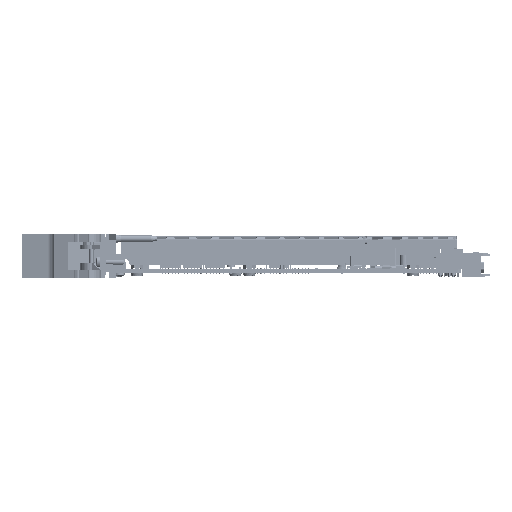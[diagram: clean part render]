
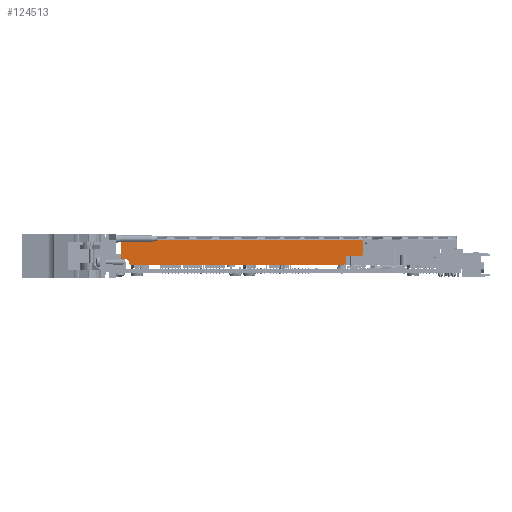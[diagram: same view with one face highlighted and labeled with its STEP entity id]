
A CAD part, front view. The second image highlights one B-rep face of the part: STEP entity #124513.
In plain terms, the highlighted planar face has unit normal (0, -1, 0).
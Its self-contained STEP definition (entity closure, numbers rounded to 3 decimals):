
#72217 = VERTEX_POINT ( 'NONE', #225210 ) ;
#72220 = VERTEX_POINT ( 'NONE', #225213 ) ;
#84522 = VERTEX_POINT ( 'NONE', #224881 ) ;
#84526 = VERTEX_POINT ( 'NONE', #224884 ) ;
#84533 = VERTEX_POINT ( 'NONE', #224886 ) ;
#84543 = VERTEX_POINT ( 'NONE', #224878 ) ;
#84561 = VERTEX_POINT ( 'NONE', #224910 ) ;
#84562 = VERTEX_POINT ( 'NONE', #224912 ) ;
#84564 = VERTEX_POINT ( 'NONE', #224915 ) ;
#84567 = VERTEX_POINT ( 'NONE', #224918 ) ;
#84573 = VERTEX_POINT ( 'NONE', #224924 ) ;
#84579 = VERTEX_POINT ( 'NONE', #224929 ) ;
#107097 = AXIS2_PLACEMENT_3D ( 'NONE', #142104, #142106, #142108 ) ;
#107112 = AXIS2_PLACEMENT_3D ( 'NONE', #142148, #142149, #142150 ) ;
#107122 = AXIS2_PLACEMENT_3D ( 'NONE', #142168, #142169, #142170 ) ;
#107135 = AXIS2_PLACEMENT_3D ( 'NONE', #142183, #142184, #142185 ) ;
#107140 = AXIS2_PLACEMENT_3D ( 'NONE', #142190, #142191, #142192 ) ;
#107146 = AXIS2_PLACEMENT_3D ( 'NONE', #142198, #142199, #142200 ) ;
#124513 = ADVANCED_FACE ( 'NONE', ( #236981 ), #195540, .F. ) ;
#128690 = AXIS2_PLACEMENT_3D ( 'NONE', #195565, #195569, #195573 ) ;
#131244 = LINE ( 'NONE', #142040, #131263 ) ;
#131253 = CIRCLE ( 'NONE', #107097, 1. ) ;
#131263 = VECTOR ( 'NONE', #142049, 1000. ) ;
#131266 = LINE ( 'NONE', #142055, #131267 ) ;
#131267 = VECTOR ( 'NONE', #142074, 1000. ) ;
#131286 = LINE ( 'NONE', #142118, #131288 ) ;
#131288 = VECTOR ( 'NONE', #142128, 1000. ) ;
#131289 = CIRCLE ( 'NONE', #107112, 1. ) ;
#131294 = LINE ( 'NONE', #142153, #131300 ) ;
#131300 = VECTOR ( 'NONE', #142155, 1000. ) ;
#131307 = CIRCLE ( 'NONE', #107122, 1. ) ;
#131313 = LINE ( 'NONE', #142188, #131331 ) ;
#131316 = CIRCLE ( 'NONE', #107135, 1. ) ;
#131319 = LINE ( 'NONE', #142186, #131323 ) ;
#131322 = CIRCLE ( 'NONE', #107140, 1. ) ;
#131323 = VECTOR ( 'NONE', #142174, 1000. ) ;
#131324 = LINE ( 'NONE', #142189, #131327 ) ;
#131325 = CIRCLE ( 'NONE', #107146, 1. ) ;
#131327 = VECTOR ( 'NONE', #142187, 1000. ) ;
#131329 = LINE ( 'NONE', #142197, #131336 ) ;
#131331 = VECTOR ( 'NONE', #142193, 1000. ) ;
#131336 = VECTOR ( 'NONE', #142194, 1000. ) ;
#137583 = CARTESIAN_POINT ( 'NONE',  ( 39.523, -36.406, -14.548 ) ) ;
#137592 = CARTESIAN_POINT ( 'NONE',  ( -70.36, -36.406, -7.285 ) ) ;
#142040 = CARTESIAN_POINT ( 'NONE',  ( 82.26, -36.406, -7.285 ) ) ;
#142049 = DIRECTION ( 'NONE',  ( 1., 0., 0. ) ) ;
#142055 = CARTESIAN_POINT ( 'NONE',  ( 40.523, -36.406, -18.548 ) ) ;
#142074 = DIRECTION ( 'NONE',  ( 0., 0., 1. ) ) ;
#142104 = CARTESIAN_POINT ( 'NONE',  ( 39.523, -36.406, -13.548 ) ) ;
#142106 = DIRECTION ( 'NONE',  ( 0., -1., 0. ) ) ;
#142108 = DIRECTION ( 'NONE',  ( 0., 0., 1. ) ) ;
#142118 = CARTESIAN_POINT ( 'NONE',  ( 40.523, -36.406, -14.548 ) ) ;
#142128 = DIRECTION ( 'NONE',  ( -1., 0., 0. ) ) ;
#142148 = CARTESIAN_POINT ( 'NONE',  ( 33.523, -36.406, -15.548 ) ) ;
#142149 = DIRECTION ( 'NONE',  ( 0., 1., 0. ) ) ;
#142150 = DIRECTION ( 'NONE',  ( 0., 0., 1. ) ) ;
#142153 = CARTESIAN_POINT ( 'NONE',  ( 32.523, -36.406, -14.548 ) ) ;
#142155 = DIRECTION ( 'NONE',  ( 0., 0., -1. ) ) ;
#142168 = CARTESIAN_POINT ( 'NONE',  ( 31.523, -36.406, -17.548 ) ) ;
#142169 = DIRECTION ( 'NONE',  ( 0., -1., 0. ) ) ;
#142170 = DIRECTION ( 'NONE',  ( 0., 0., 1. ) ) ;
#142174 = DIRECTION ( 'NONE',  ( 0., 0., 1. ) ) ;
#142183 = CARTESIAN_POINT ( 'NONE',  ( -67.76, -36.406, -17.048 ) ) ;
#142184 = DIRECTION ( 'NONE',  ( 0., -1., 0. ) ) ;
#142185 = DIRECTION ( 'NONE',  ( -1., 0., 0. ) ) ;
#142186 = CARTESIAN_POINT ( 'NONE',  ( -70.36, -36.406, -18.548 ) ) ;
#142187 = DIRECTION ( 'NONE',  ( -1., 0., 0. ) ) ;
#142188 = CARTESIAN_POINT ( 'NONE',  ( -66.76, -36.406, -17.048 ) ) ;
#142189 = CARTESIAN_POINT ( 'NONE',  ( -70.36, -36.406, -16.048 ) ) ;
#142190 = CARTESIAN_POINT ( 'NONE',  ( -69.36, -36.406, -15.048 ) ) ;
#142191 = DIRECTION ( 'NONE',  ( 0., -1., 0. ) ) ;
#142192 = DIRECTION ( 'NONE',  ( 0., 0., 1. ) ) ;
#142193 = DIRECTION ( 'NONE',  ( 0., 0., 1. ) ) ;
#142194 = DIRECTION ( 'NONE',  ( -1., 0., 0. ) ) ;
#142197 = CARTESIAN_POINT ( 'NONE',  ( 82.26, -36.406, -18.548 ) ) ;
#142198 = CARTESIAN_POINT ( 'NONE',  ( -65.76, -36.406, -17.548 ) ) ;
#142199 = DIRECTION ( 'NONE',  ( 0., -1., 0. ) ) ;
#142200 = DIRECTION ( 'NONE',  ( 0., 0., 1. ) ) ;
#169128 = VERTEX_POINT ( 'NONE', #137583 ) ;
#169151 = VERTEX_POINT ( 'NONE', #137592 ) ;
#195540 = PLANE ( 'NONE',  #128690 ) ;
#195565 = CARTESIAN_POINT ( 'NONE',  ( 82.26, -36.406, -18.548 ) ) ;
#195569 = DIRECTION ( 'NONE',  ( 0., 1., 0. ) ) ;
#195573 = DIRECTION ( 'NONE',  ( 0., 0., 1. ) ) ;
#199842 = ORIENTED_EDGE ( 'NONE', *, *, #217034, .F. ) ;
#199846 = ORIENTED_EDGE ( 'NONE', *, *, #217036, .T. ) ;
#199849 = ORIENTED_EDGE ( 'NONE', *, *, #217038, .F. ) ;
#199853 = ORIENTED_EDGE ( 'NONE', *, *, #217029, .F. ) ;
#199857 = ORIENTED_EDGE ( 'NONE', *, *, #217040, .F. ) ;
#199861 = ORIENTED_EDGE ( 'NONE', *, *, #217042, .T. ) ;
#199864 = ORIENTED_EDGE ( 'NONE', *, *, #217044, .F. ) ;
#199868 = ORIENTED_EDGE ( 'NONE', *, *, #217021, .T. ) ;
#199872 = ORIENTED_EDGE ( 'NONE', *, *, #217012, .F. ) ;
#199876 = ORIENTED_EDGE ( 'NONE', *, *, #217008, .T. ) ;
#199879 = ORIENTED_EDGE ( 'NONE', *, *, #216999, .F. ) ;
#199883 = ORIENTED_EDGE ( 'NONE', *, *, #216993, .T. ) ;
#199887 = ORIENTED_EDGE ( 'NONE', *, *, #216984, .T. ) ;
#199891 = ORIENTED_EDGE ( 'NONE', *, *, #216978, .F. ) ;
#206721 = EDGE_LOOP ( 'NONE', ( #199842, #199846, #199849, #199853, #199857, #199861, #199864, #199868, #199872, #199876, #199879, #199883, #199887, #199891 ) ) ;
#216978 = EDGE_CURVE ( 'NONE', #169151, #72217, #131244, .T. ) ;
#216984 = EDGE_CURVE ( 'NONE', #72220, #72217, #131266, .T. ) ;
#216993 = EDGE_CURVE ( 'NONE', #169128, #72220, #131253, .T. ) ;
#216999 = EDGE_CURVE ( 'NONE', #169128, #84522, #131286, .T. ) ;
#217008 = EDGE_CURVE ( 'NONE', #84533, #84522, #131289, .T. ) ;
#217012 = EDGE_CURVE ( 'NONE', #84533, #84543, #131294, .T. ) ;
#217021 = EDGE_CURVE ( 'NONE', #84526, #84543, #131307, .T. ) ;
#217029 = EDGE_CURVE ( 'NONE', #84564, #84567, #131316, .T. ) ;
#217034 = EDGE_CURVE ( 'NONE', #84561, #169151, #131319, .T. ) ;
#217036 = EDGE_CURVE ( 'NONE', #84561, #84573, #131322, .T. ) ;
#217038 = EDGE_CURVE ( 'NONE', #84567, #84573, #131324, .T. ) ;
#217040 = EDGE_CURVE ( 'NONE', #84562, #84564, #131313, .T. ) ;
#217042 = EDGE_CURVE ( 'NONE', #84562, #84579, #131325, .T. ) ;
#217044 = EDGE_CURVE ( 'NONE', #84526, #84579, #131329, .T. ) ;
#224878 = CARTESIAN_POINT ( 'NONE',  ( 32.523, -36.406, -17.548 ) ) ;
#224881 = CARTESIAN_POINT ( 'NONE',  ( 33.523, -36.406, -14.548 ) ) ;
#224884 = CARTESIAN_POINT ( 'NONE',  ( 31.523, -36.406, -18.548 ) ) ;
#224886 = CARTESIAN_POINT ( 'NONE',  ( 32.523, -36.406, -15.548 ) ) ;
#224910 = CARTESIAN_POINT ( 'NONE',  ( -70.36, -36.406, -15.048 ) ) ;
#224912 = CARTESIAN_POINT ( 'NONE',  ( -66.76, -36.406, -17.548 ) ) ;
#224915 = CARTESIAN_POINT ( 'NONE',  ( -66.76, -36.406, -17.048 ) ) ;
#224918 = CARTESIAN_POINT ( 'NONE',  ( -67.76, -36.406, -16.048 ) ) ;
#224924 = CARTESIAN_POINT ( 'NONE',  ( -69.36, -36.406, -16.048 ) ) ;
#224929 = CARTESIAN_POINT ( 'NONE',  ( -65.76, -36.406, -18.548 ) ) ;
#225210 = CARTESIAN_POINT ( 'NONE',  ( 40.523, -36.406, -7.285 ) ) ;
#225213 = CARTESIAN_POINT ( 'NONE',  ( 40.523, -36.406, -13.548 ) ) ;
#236981 = FACE_OUTER_BOUND ( 'NONE', #206721, .T. ) ;
